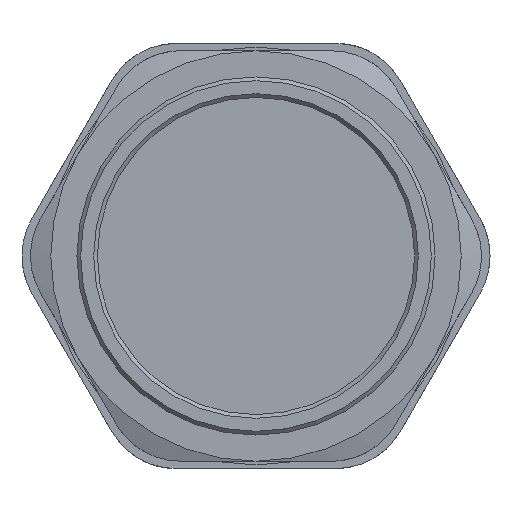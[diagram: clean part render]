
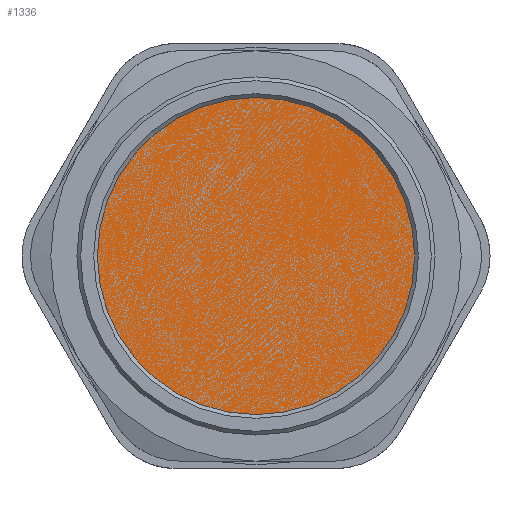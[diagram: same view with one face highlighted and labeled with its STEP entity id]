
A CAD part, front view. The second image highlights one B-rep face of the part: STEP entity #1336.
In plain terms, the highlighted planar face has unit normal (0, 1, 0).
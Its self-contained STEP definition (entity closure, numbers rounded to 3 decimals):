
#440=FACE_OUTER_BOUND('',#525,.T.);
#525=EDGE_LOOP('',(#1229));
#586=CIRCLE('',#1493,24.);
#700=VERTEX_POINT('',#2537);
#877=EDGE_CURVE('',#700,#700,#586,.T.);
#1229=ORIENTED_EDGE('',*,*,#877,.T.);
#1260=PLANE('',#1492);
#1336=ADVANCED_FACE('',(#440),#1260,.T.);
#1492=AXIS2_PLACEMENT_3D('',#2536,#1846,#1847);
#1493=AXIS2_PLACEMENT_3D('',#2538,#1848,#1849);
#1846=DIRECTION('center_axis',(0.,1.,0.));
#1847=DIRECTION('ref_axis',(0.,0.,1.));
#1848=DIRECTION('center_axis',(0.,1.,0.));
#1849=DIRECTION('ref_axis',(-1.,0.,0.));
#2536=CARTESIAN_POINT('Origin',(-4.258,-6.742,0.));
#2537=CARTESIAN_POINT('',(-28.258,-6.742,0.));
#2538=CARTESIAN_POINT('Origin',(-4.258,-6.742,0.));
